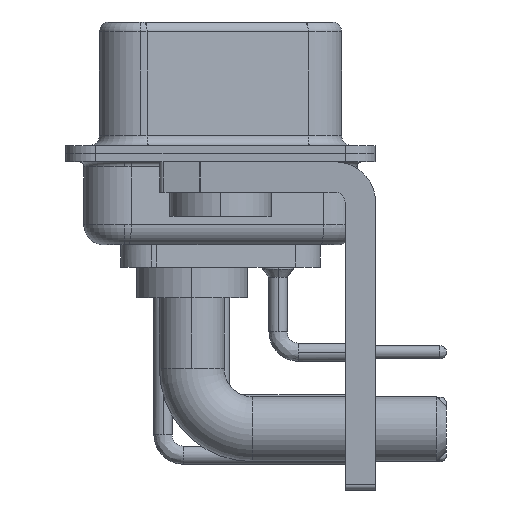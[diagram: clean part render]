
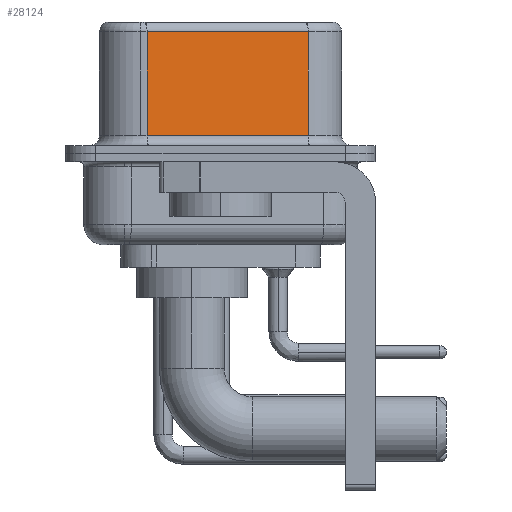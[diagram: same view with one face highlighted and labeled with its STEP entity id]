
A CAD part, left-side view. The second image highlights one B-rep face of the part: STEP entity #28124.
In plain terms, the highlighted planar face has unit normal (-0.985, -0.174, 0).
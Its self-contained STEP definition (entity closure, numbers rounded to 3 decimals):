
#354 = VECTOR ( 'NONE', #12076, 1000. ) ;
#663 = CARTESIAN_POINT ( 'NONE',  ( 5.132, -4.322, 0.9 ) ) ;
#2740 = EDGE_CURVE ( 'NONE', #15908, #11584, #25938, .T. ) ;
#4712 = AXIS2_PLACEMENT_3D ( 'NONE', #6373, #33400, #19894 ) ;
#6044 = EDGE_LOOP ( 'NONE', ( #31759, #19031, #8294, #14731 ) ) ;
#6373 = CARTESIAN_POINT ( 'NONE',  ( 5.132, -4.322, 6.52 ) ) ;
#6938 = DIRECTION ( 'NONE',  ( 0., 0., -1. ) ) ;
#7245 = LINE ( 'NONE', #15432, #354 ) ;
#8294 = ORIENTED_EDGE ( 'NONE', *, *, #18631, .T. ) ;
#8638 = EDGE_CURVE ( 'NONE', #10671, #18482, #29474, .T. ) ;
#10671 = VERTEX_POINT ( 'NONE', #24286 ) ;
#11584 = VERTEX_POINT ( 'NONE', #663 ) ;
#12076 = DIRECTION ( 'NONE',  ( 0., 0., -1. ) ) ;
#12362 = VECTOR ( 'NONE', #21321, 1000. ) ;
#12942 = CARTESIAN_POINT ( 'NONE',  ( 5.132, -4.322, 6.02 ) ) ;
#12956 = CARTESIAN_POINT ( 'NONE',  ( 5.132, -4.322, 0.9 ) ) ;
#13140 = FACE_OUTER_BOUND ( 'NONE', #6044, .T. ) ;
#14731 = ORIENTED_EDGE ( 'NONE', *, *, #2740, .T. ) ;
#15432 = CARTESIAN_POINT ( 'NONE',  ( 3.73, 3.628, 6.52 ) ) ;
#15908 = VERTEX_POINT ( 'NONE', #28753 ) ;
#18482 = VERTEX_POINT ( 'NONE', #33589 ) ;
#18631 = EDGE_CURVE ( 'NONE', #18482, #15908, #7245, .T. ) ;
#19031 = ORIENTED_EDGE ( 'NONE', *, *, #8638, .T. ) ;
#19894 = DIRECTION ( 'NONE',  ( -0.174, 0.985, 0. ) ) ;
#20448 = CARTESIAN_POINT ( 'NONE',  ( 5.132, -4.322, 6.52 ) ) ;
#21321 = DIRECTION ( 'NONE',  ( 0.174, -0.985, 0. ) ) ;
#21551 = VECTOR ( 'NONE', #29302, 1000. ) ;
#24286 = CARTESIAN_POINT ( 'NONE',  ( 5.132, -4.322, 6.02 ) ) ;
#25938 = LINE ( 'NONE', #12956, #12362 ) ;
#28124 = ADVANCED_FACE ( 'NONE', ( #13140 ), #34823, .F. ) ;
#28753 = CARTESIAN_POINT ( 'NONE',  ( 3.73, 3.628, 0.9 ) ) ;
#29302 = DIRECTION ( 'NONE',  ( -0.174, 0.985, 0. ) ) ;
#29474 = LINE ( 'NONE', #12942, #21551 ) ;
#31291 = LINE ( 'NONE', #20448, #31865 ) ;
#31759 = ORIENTED_EDGE ( 'NONE', *, *, #33010, .F. ) ;
#31865 = VECTOR ( 'NONE', #6938, 1000. ) ;
#33010 = EDGE_CURVE ( 'NONE', #10671, #11584, #31291, .T. ) ;
#33400 = DIRECTION ( 'NONE',  ( 0.985, 0.174, 0. ) ) ;
#33589 = CARTESIAN_POINT ( 'NONE',  ( 3.73, 3.628, 6.02 ) ) ;
#34823 = PLANE ( 'NONE',  #4712 ) ;
